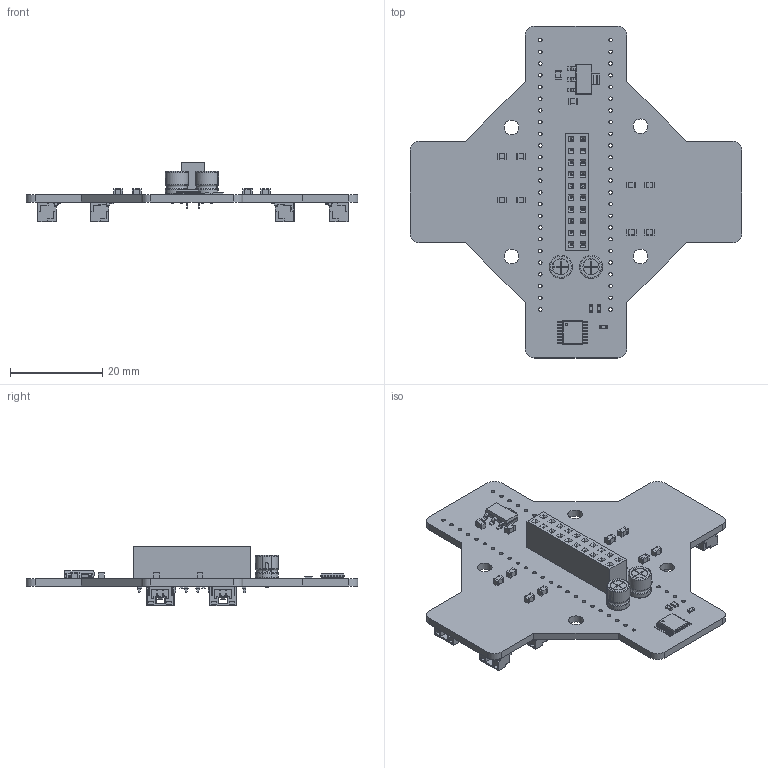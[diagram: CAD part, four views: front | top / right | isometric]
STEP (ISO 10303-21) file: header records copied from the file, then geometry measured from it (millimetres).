
FILE_DESCRIPTION(('KiCad electronic assembly'),'2;1');
FILE_NAME('CMOD_A7_Lower.step','2024-09-22T21:24:16',('Pcbnew'),('Kicad' ),'Open CASCADE STEP processor 7.7','KiCad to STEP converter', 'Unknown');
FILE_SCHEMA(('AUTOMOTIVE_DESIGN { 1 0 10303 214 1 1 1 1 }'));
Length unit declared in the file: millimetre
Products named in the file (16): CMOD_A7_Lower 1; CP_Radial_D5.0mm_P2.00mm; CP_Radial_D50mm_P200mm; C_0805_2012Metric; PinSocket_2x10_P2.54mm_Vertical; PinSocket_2x10_P254mm_Vertical; SOT-223; SOT_223; R_0603_1608Metric; TSSOP-16-1EP_4.4x5mm_P0.65mm; TSSOP_16_1EP_44x5mm_P065mm; JST_GH_SM02B-GHS-TB_1x02-1MP_P1.25mm_Horizontal; JST_SM02B_GHS_TB; _autosave-CMOD_A7_Lower_PCB
Assembly tree (42 placements, depth 3):
  CMOD_A7_Lower 1
    CP_Radial_D5.0mm_P2.00mm  x2
      CP_Radial_D50mm_P200mm
    C_0805_2012Metric  x10
      C_0805_2012Metric
    PinSocket_2x10_P2.54mm_Vertical
      PinSocket_2x10_P254mm_Vertical
    SOT-223
      SOT_223
    R_0603_1608Metric  x11
      R_0603_1608Metric
    TSSOP-16-1EP_4.4x5mm_P0.65mm
      TSSOP_16_1EP_44x5mm_P065mm
    JST_GH_SM02B-GHS-TB_1x02-1MP_P1.25mm_Horizontal  x8
      JST_SM02B_GHS_TB
    _autosave-CMOD_A7_Lower_PCB
Bounding box: 72 x 72 x 12.95 mm (x, y, z)
Volume: 6356.2 mm3; surface area: 10073.3 mm2
Topology: 35 solids, 37 shells, 2867 faces, 7691 edges, 5032 vertices
Faces by surface type: plane 2398, cylinder 399, bspline 56, revolution 10, torus 4
Full cylindrical faces by diameter (mm): 0.5 x5, 0.762 x48, 0.8 x4, 1 x20, 3.2 x4
Entity records: 49965 total; most frequent: CARTESIAN_POINT 7956, ORIENTED_EDGE 6964, DIRECTION 6465, EDGE_CURVE 3482, LINE 3012, VECTOR 3012, VERTEX_POINT 2253, AXIS2_PLACEMENT_3D 1724
